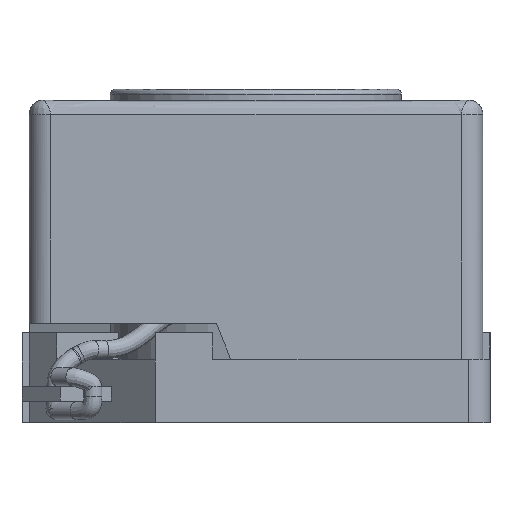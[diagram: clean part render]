
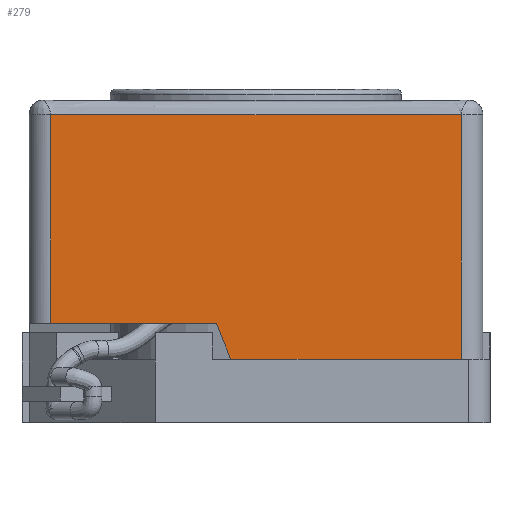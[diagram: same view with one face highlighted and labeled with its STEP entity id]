
A CAD part, front view. The second image highlights one B-rep face of the part: STEP entity #279.
In plain terms, the highlighted free-form (B-spline) face has degree [1, 1] with [2, 2] control points.
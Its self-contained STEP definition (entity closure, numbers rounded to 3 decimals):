
#230=CARTESIAN_POINT('',(-3.15,-3.15,0.88));
#231=CARTESIAN_POINT('',(-3.15,-3.15,4.48));
#232=CARTESIAN_POINT('',(3.15,-3.15,0.88));
#233=CARTESIAN_POINT('',(3.15,-3.15,4.48));
#234=B_SPLINE_SURFACE_WITH_KNOTS('',1,1,((#230,#231),(#232,#233)),.PLANE_SURF.,.F.,.F.,.U.,(2,2),(2,2),(0.,1.),(0.,1.),.UNSPECIFIED.);
#235=CARTESIAN_POINT('',(-2.85,-3.15,4.28));
#236=VERTEX_POINT('',#235);
#237=CARTESIAN_POINT('',(2.85,-3.15,4.28));
#238=VERTEX_POINT('',#237);
#239=CARTESIAN_POINT('',(-2.85,-3.15,4.28));
#240=CARTESIAN_POINT('',(2.85,-3.15,4.28));
#241=B_SPLINE_CURVE_WITH_KNOTS('',1,(#239,#240),.POLYLINE_FORM.,.F.,.U.,(2,2),(0.089,0.911),.UNSPECIFIED.);
#242=EDGE_CURVE('',#236,#238,#241,.T.);
#243=ORIENTED_EDGE('',*,*,#242,.F.);
#244=CARTESIAN_POINT('',(-2.85,-3.15,1.38));
#245=VERTEX_POINT('',#244);
#246=CARTESIAN_POINT('',(-2.85,-3.15,1.38));
#247=CARTESIAN_POINT('',(-2.85,-3.15,4.28));
#248=B_SPLINE_CURVE_WITH_KNOTS('',1,(#246,#247),.POLYLINE_FORM.,.F.,.U.,(2,2),(0.139,0.944),.UNSPECIFIED.);
#249=EDGE_CURVE('',#245,#236,#248,.T.);
#250=ORIENTED_EDGE('',*,*,#249,.F.);
#251=CARTESIAN_POINT('',(-0.55,-3.15,1.38));
#252=VERTEX_POINT('',#251);
#253=CARTESIAN_POINT('',(-0.55,-3.15,1.38));
#254=CARTESIAN_POINT('',(-2.85,-3.15,1.38));
#255=B_SPLINE_CURVE_WITH_KNOTS('',1,(#253,#254),.POLYLINE_FORM.,.F.,.U.,(2,2),(0.,0.885),.UNSPECIFIED.);
#256=EDGE_CURVE('',#252,#245,#255,.T.);
#257=ORIENTED_EDGE('',*,*,#256,.F.);
#258=CARTESIAN_POINT('',(-0.35,-3.15,0.88));
#259=VERTEX_POINT('',#258);
#260=CARTESIAN_POINT('',(-0.35,-3.15,0.88));
#261=CARTESIAN_POINT('',(-0.55,-3.15,1.38));
#262=B_SPLINE_CURVE_WITH_KNOTS('',1,(#260,#261),.POLYLINE_FORM.,.F.,.U.,(2,2),(0.,1.),.UNSPECIFIED.);
#263=EDGE_CURVE('',#259,#252,#262,.T.);
#264=ORIENTED_EDGE('',*,*,#263,.F.);
#265=CARTESIAN_POINT('',(2.85,-3.15,0.88));
#266=VERTEX_POINT('',#265);
#267=CARTESIAN_POINT('',(-0.35,-3.15,0.88));
#268=CARTESIAN_POINT('',(2.85,-3.15,0.88));
#269=B_SPLINE_CURVE_WITH_KNOTS('',1,(#267,#268),.POLYLINE_FORM.,.F.,.U.,(2,2),(0.444,0.952),.UNSPECIFIED.);
#270=EDGE_CURVE('',#259,#266,#269,.T.);
#271=ORIENTED_EDGE('',*,*,#270,.T.);
#272=CARTESIAN_POINT('',(2.85,-3.15,0.88));
#273=CARTESIAN_POINT('',(2.85,-3.15,4.28));
#274=B_SPLINE_CURVE_WITH_KNOTS('',1,(#272,#273),.POLYLINE_FORM.,.F.,.U.,(2,2),(0.,0.944),.UNSPECIFIED.);
#275=EDGE_CURVE('',#266,#238,#274,.T.);
#276=ORIENTED_EDGE('',*,*,#275,.T.);
#277=EDGE_LOOP('',(#243,#250,#257,#264,#271,#276));
#278=FACE_OUTER_BOUND('',#277,.T.);
#279=ADVANCED_FACE('',(#278),#234,.T.);
